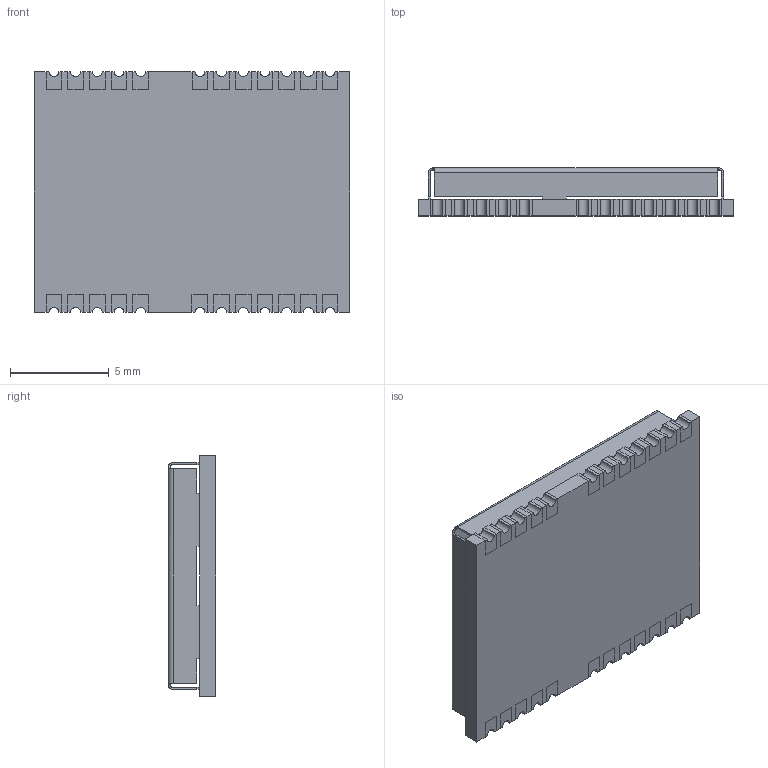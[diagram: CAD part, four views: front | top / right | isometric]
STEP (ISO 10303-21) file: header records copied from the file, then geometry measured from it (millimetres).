
FILE_DESCRIPTION(/* description */ (''),/* implementation_level */ '2;1');
FILE_NAME(/* name */ 'NEO-M8U Ublox Module.step',/* time_stamp */ '2017-05-18T11:56:50+10:00',/* author */ (''),/* organization */ (''),/* preprocessor_version */ 'ST-DEVELOPER v16.13',/* originating_system */ 'Autodesk Translation Framework v6.1.1.50',/* authorisation */ '');
FILE_SCHEMA (('AUTOMOTIVE_DESIGN { 1 0 10303 214 3 1 1 }'));
Length unit declared in the file: millimetre
Products named in the file (4): NEO-M8U v4; Board; Solder pads; Shell
Assembly tree (3 placements, depth 2):
  NEO-M8U v4
    Board
    Solder pads
    Shell
Bounding box: 16 x 2.42 x 12.2 mm (x, y, z)
Volume: 181.8 mm3; surface area: 1019.7 mm2
Topology: 26 solids, 26 shells, 346 faces, 874 edges, 580 vertices
Faces by surface type: plane 308, cylinder 38
Full cylindrical faces by diameter (mm): 1 x2
Entity records: 10479 total; most frequent: CARTESIAN_POINT 2014, ORIENTED_EDGE 1744, DIRECTION 1624, EDGE_CURVE 872, LINE 796, VECTOR 796, VERTEX_POINT 580, AXIS2_PLACEMENT_3D 414
